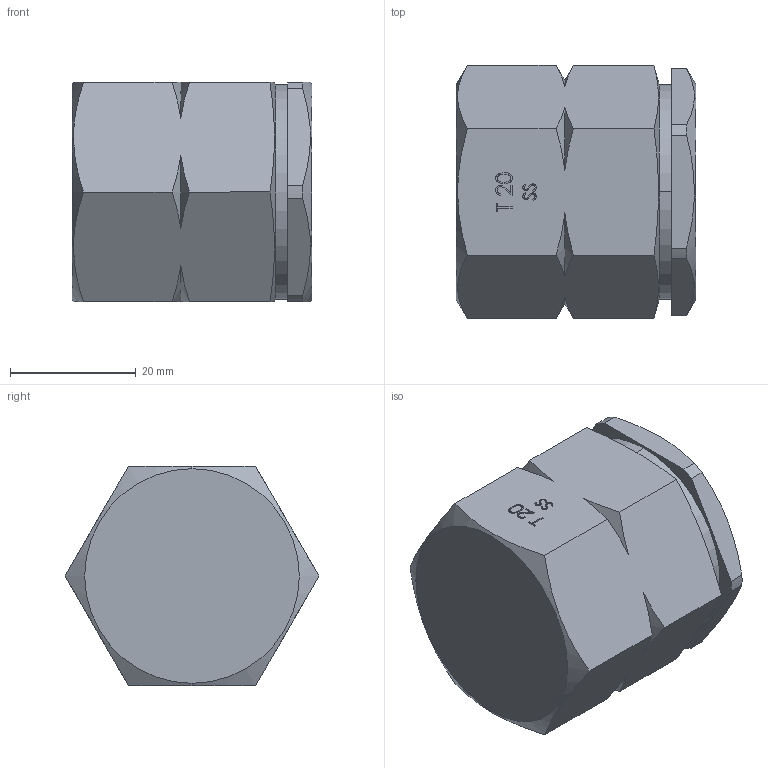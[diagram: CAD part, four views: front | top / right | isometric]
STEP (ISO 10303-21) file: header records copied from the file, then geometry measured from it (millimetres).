
FILE_DESCRIPTION (( 'STEP AP203' ), '1' );
FILE_NAME ('AD-A20FSS-BL.STEP', '2025-08-08T19:40:15', ( '' ), ( '' ), 'SwSTEP 2.0', 'SolidWorks 2018', '' );
FILE_SCHEMA (( 'CONFIG_CONTROL_DESIGN' ));
Length unit declared in the file: inch
Products named in the file (1): AD-A20FSS-BL
Bounding box: 38.1 x 40.33 x 34.92 mm (x, y, z)
Volume: 31195.6 mm3; surface area: 9247.8 mm2
Topology: 1 solids, 1 shells, 141 faces, 387 edges, 255 vertices
Faces by surface type: bspline 48, plane 40, cylinder 28, cone 25
Entity records: 12860 total; most frequent: CARTESIAN_POINT 9679, ORIENTED_EDGE 770, DIRECTION 426, EDGE_CURVE 385, VERTEX_POINT 255, B_SPLINE_CURVE_WITH_KNOTS 184, VECTOR 164, LINE 164
